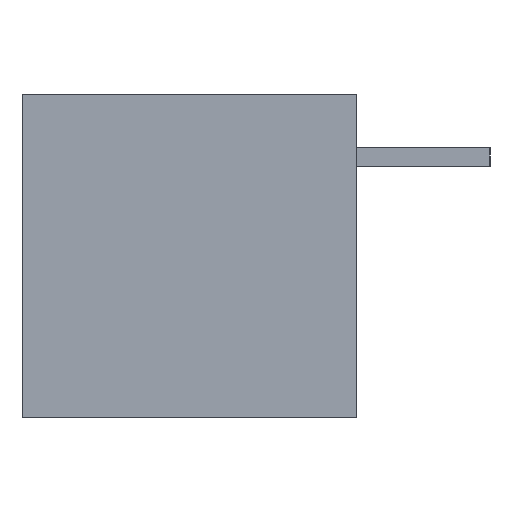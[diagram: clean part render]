
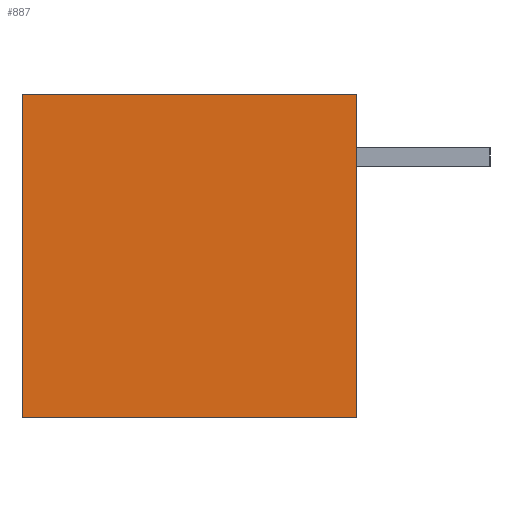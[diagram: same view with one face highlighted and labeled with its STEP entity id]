
A CAD part, left-side view. The second image highlights one B-rep face of the part: STEP entity #887.
In plain terms, the highlighted planar face has unit normal (-1, 0, 0).
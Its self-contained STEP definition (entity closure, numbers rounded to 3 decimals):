
#69=FACE_OUTER_BOUND('',#118,.T.);
#118=EDGE_LOOP('',(#594,#595,#596,#597));
#172=LINE('',#1259,#277);
#173=LINE('',#1262,#278);
#174=LINE('',#1264,#279);
#175=LINE('',#1265,#280);
#277=VECTOR('',#1026,10.);
#278=VECTOR('',#1029,10.);
#279=VECTOR('',#1030,10.);
#280=VECTOR('',#1031,10.);
#380=VERTEX_POINT('',#1255);
#381=VERTEX_POINT('',#1257);
#382=VERTEX_POINT('',#1261);
#383=VERTEX_POINT('',#1263);
#466=EDGE_CURVE('',#380,#381,#172,.T.);
#467=EDGE_CURVE('',#380,#382,#173,.T.);
#468=EDGE_CURVE('',#383,#381,#174,.T.);
#469=EDGE_CURVE('',#382,#383,#175,.T.);
#594=ORIENTED_EDGE('',*,*,#467,.F.);
#595=ORIENTED_EDGE('',*,*,#466,.T.);
#596=ORIENTED_EDGE('',*,*,#468,.F.);
#597=ORIENTED_EDGE('',*,*,#469,.F.);
#840=PLANE('',#953);
#887=ADVANCED_FACE('',(#69),#840,.T.);
#953=AXIS2_PLACEMENT_3D('',#1260,#1027,#1028);
#1026=DIRECTION('',(0.,0.,1.));
#1027=DIRECTION('center_axis',(-1.,0.,0.));
#1028=DIRECTION('ref_axis',(0.,-1.,0.));
#1029=DIRECTION('',(0.,1.,0.));
#1030=DIRECTION('',(0.,-1.,0.));
#1031=DIRECTION('',(0.,0.,1.));
#1255=CARTESIAN_POINT('',(-6.595,22.86,0.));
#1257=CARTESIAN_POINT('',(-6.595,22.86,12.1));
#1259=CARTESIAN_POINT('',(-6.595,22.86,0.));
#1260=CARTESIAN_POINT('Origin',(-6.595,35.36,0.));
#1261=CARTESIAN_POINT('',(-6.595,35.36,0.));
#1262=CARTESIAN_POINT('',(-6.595,22.86,0.));
#1263=CARTESIAN_POINT('',(-6.595,35.36,12.1));
#1264=CARTESIAN_POINT('',(-6.595,22.86,12.1));
#1265=CARTESIAN_POINT('',(-6.595,35.36,0.));
